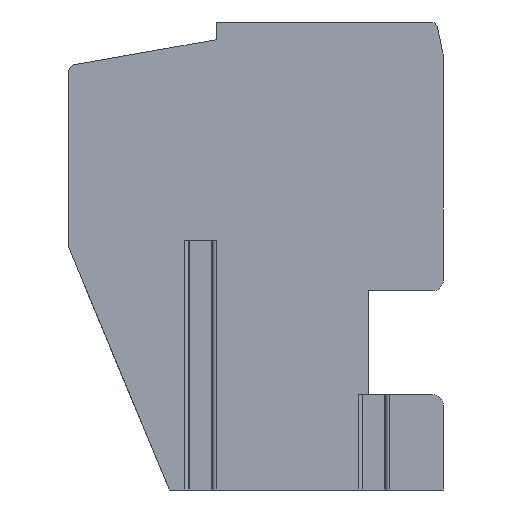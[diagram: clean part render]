
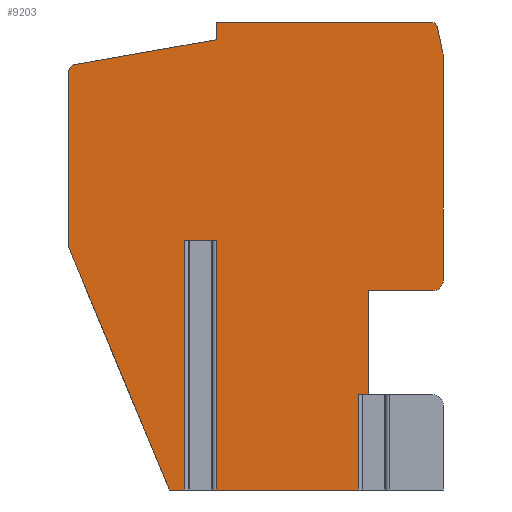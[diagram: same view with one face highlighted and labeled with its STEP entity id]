
A CAD part, left-side view. The second image highlights one B-rep face of the part: STEP entity #9203.
In plain terms, the highlighted planar face has unit normal (-1, 0, 0).
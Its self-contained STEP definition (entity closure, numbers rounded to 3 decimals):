
#18=DIRECTION('',(0.,0.,-1.));
#19=VECTOR('',#18,2.75);
#20=CARTESIAN_POINT('',(0.,-2.949,
-4.));
#21=LINE('',#20,#19);
#22=DIRECTION('',(0.,0.,-1.));
#23=VECTOR('',#22,7.2);
#24=CARTESIAN_POINT('',(0.,1.149,0.45));
#25=LINE('',#24,#23);
#26=DIRECTION('',(0.,1.,0.));
#27=VECTOR('',#26,0.901);
#28=CARTESIAN_POINT('',(0.,1.149,0.45));
#29=LINE('',#28,#27);
#30=DIRECTION('',(0.,0.,-1.));
#31=VECTOR('',#30,7.2);
#32=CARTESIAN_POINT('',(0.,2.05,0.45));
#33=LINE('',#32,#31);
#34=DIRECTION('',(0.,-0.383,-0.924));
#35=VECTOR('',#34,7.577);
#36=CARTESIAN_POINT('',(0.,5.4,0.25));
#37=LINE('',#36,#35);
#38=DIRECTION('',(0.,0.,1.));
#39=VECTOR('',#38,5.072);
#40=CARTESIAN_POINT('',(0.,5.4,0.25));
#41=LINE('',#40,#39);
#42=CARTESIAN_POINT('',(0.,5.2,5.322));
#43=DIRECTION('',(1.,0.,0.));
#44=DIRECTION('',(0.,1.,0.));
#45=AXIS2_PLACEMENT_3D('',#42,#43,#44);
#47=DIRECTION('',(0.,-0.985,0.174));
#48=VECTOR('',#47,4.148);
#49=CARTESIAN_POINT('',(0.,5.235,5.519));
#50=LINE('',#49,#48);
#51=DIRECTION('',(0.,0.,1.));
#52=VECTOR('',#51,0.511);
#53=CARTESIAN_POINT('',(0.,1.15,6.239));
#54=LINE('',#53,#52);
#55=DIRECTION('',(0.,-1.,0.));
#56=VECTOR('',#55,6.188);
#57=CARTESIAN_POINT('',(0.,1.15,6.75));
#58=LINE('',#57,#56);
#59=CARTESIAN_POINT('',(0.,-5.038,6.55));
#60=DIRECTION('',(1.,0.,0.));
#61=DIRECTION('',(0.,0.,1.));
#62=AXIS2_PLACEMENT_3D('',#59,#60,#61);
#64=DIRECTION('',(0.,-0.208,-0.978));
#65=VECTOR('',#64,0.747);
#66=CARTESIAN_POINT('',(0.,-5.234,6.592));
#67=LINE('',#66,#65);
#68=CARTESIAN_POINT('',(0.,-4.9,5.757));
#69=DIRECTION('',(1.,0.,0.));
#70=DIRECTION('',(0.,-0.978,0.208));
#71=AXIS2_PLACEMENT_3D('',#68,#69,#70);
#73=DIRECTION('',(0.,0.,-1.));
#74=VECTOR('',#73,6.457);
#75=CARTESIAN_POINT('',(0.,-5.4,5.757));
#76=LINE('',#75,#74);
#77=CARTESIAN_POINT('',(0.,-5.1,-0.7));
#78=DIRECTION('',(1.,0.,0.));
#79=DIRECTION('',(0.,-1.,0.));
#80=AXIS2_PLACEMENT_3D('',#77,#78,#79);
#82=DIRECTION('',(0.,1.,0.));
#83=VECTOR('',#82,1.85);
#84=CARTESIAN_POINT('',(0.,-5.1,-1.));
#85=LINE('',#84,#83);
#86=DIRECTION('',(0.,0.,-1.));
#87=VECTOR('',#86,3.);
#88=CARTESIAN_POINT('',(0.,-3.25,-1.));
#89=LINE('',#88,#87);
#90=DIRECTION('',(0.,-1.,0.));
#91=VECTOR('',#90,0.301);
#92=CARTESIAN_POINT('',(0.,-2.949,
-4.));
#93=LINE('',#92,#91);
#289=DIRECTION('',(0.,-1.,0.));
#290=VECTOR('',#289,0.45);
#291=CARTESIAN_POINT('',(0.,2.5,-6.75));
#292=LINE('',#291,#290);
#325=DIRECTION('',(0.,-1.,0.));
#326=VECTOR('',#325,4.099);
#327=CARTESIAN_POINT('',(0.,1.149,
-6.75));
#328=LINE('',#327,#326);
#7075=CARTESIAN_POINT('',(0.,5.4,5.322));
#7076=CARTESIAN_POINT('',(0.,5.235,5.519));
#7077=VERTEX_POINT('',#7075);
#7078=VERTEX_POINT('',#7076);
#7079=CARTESIAN_POINT('',(0.,1.15,6.239));
#7080=VERTEX_POINT('',#7079);
#7081=CARTESIAN_POINT('',(0.,1.15,6.75));
#7082=VERTEX_POINT('',#7081);
#7083=CARTESIAN_POINT('',(0.,-5.038,6.75));
#7084=VERTEX_POINT('',#7083);
#7085=CARTESIAN_POINT('',(0.,-5.234,6.592));
#7086=VERTEX_POINT('',#7085);
#7087=CARTESIAN_POINT('',(0.,-5.389,5.86));
#7088=VERTEX_POINT('',#7087);
#7089=CARTESIAN_POINT('',(0.,-5.4,5.757));
#7090=VERTEX_POINT('',#7089);
#7091=CARTESIAN_POINT('',(0.,-5.4,-0.7));
#7092=VERTEX_POINT('',#7091);
#7093=CARTESIAN_POINT('',(0.,-5.1,-1.));
#7094=VERTEX_POINT('',#7093);
#7095=CARTESIAN_POINT('',(0.,-3.25,-1.));
#7096=VERTEX_POINT('',#7095);
#8237=CARTESIAN_POINT('',(0.,5.4,0.25));
#8238=VERTEX_POINT('',#8237);
#8269=CARTESIAN_POINT('',(0.,1.149,
0.45));
#8270=CARTESIAN_POINT('',(0.,2.05,
0.45));
#8271=VERTEX_POINT('',#8269);
#8272=VERTEX_POINT('',#8270);
#8273=CARTESIAN_POINT('',(0.,1.149,
-6.75));
#8274=VERTEX_POINT('',#8273);
#8275=CARTESIAN_POINT('',(0.,2.05,
-6.75));
#8276=VERTEX_POINT('',#8275);
#8289=CARTESIAN_POINT('',(0.,2.5,-6.75));
#8290=VERTEX_POINT('',#8289);
#8301=CARTESIAN_POINT('',(0.,-2.949,
-4.));
#8302=CARTESIAN_POINT('',(0.,-2.949,
-6.75));
#8303=VERTEX_POINT('',#8301);
#8304=VERTEX_POINT('',#8302);
#8305=CARTESIAN_POINT('',(0.,-3.25,-4.));
#8306=VERTEX_POINT('',#8305);
#9156=CARTESIAN_POINT('',(0.,0.,0.));
#9157=DIRECTION('',(1.,0.,0.));
#9158=DIRECTION('',(0.,0.,-1.));
#9159=AXIS2_PLACEMENT_3D('',#9156,#9157,#9158);
#9160=PLANE('',#9159);
#9162=ORIENTED_EDGE('',*,*,#9161,.T.);
#9164=ORIENTED_EDGE('',*,*,#9163,.F.);
#9166=ORIENTED_EDGE('',*,*,#9165,.F.);
#9168=ORIENTED_EDGE('',*,*,#9167,.T.);
#9170=ORIENTED_EDGE('',*,*,#9169,.T.);
#9172=ORIENTED_EDGE('',*,*,#9171,.F.);
#9174=ORIENTED_EDGE('',*,*,#9173,.F.);
#9176=ORIENTED_EDGE('',*,*,#9175,.T.);
#9178=ORIENTED_EDGE('',*,*,#9177,.T.);
#9180=ORIENTED_EDGE('',*,*,#9179,.T.);
#9182=ORIENTED_EDGE('',*,*,#9181,.T.);
#9184=ORIENTED_EDGE('',*,*,#9183,.T.);
#9186=ORIENTED_EDGE('',*,*,#9185,.T.);
#9188=ORIENTED_EDGE('',*,*,#9187,.T.);
#9190=ORIENTED_EDGE('',*,*,#9189,.T.);
#9192=ORIENTED_EDGE('',*,*,#9191,.T.);
#9194=ORIENTED_EDGE('',*,*,#9193,.T.);
#9196=ORIENTED_EDGE('',*,*,#9195,.T.);
#9198=ORIENTED_EDGE('',*,*,#9197,.T.);
#9200=ORIENTED_EDGE('',*,*,#9199,.F.);
#9201=EDGE_LOOP('',(#9162,#9164,#9166,#9168,#9170,#9172,#9174,#9176,#9178,#9180,
#9182,#9184,#9186,#9188,#9190,#9192,#9194,#9196,#9198,#9200));
#9202=FACE_OUTER_BOUND('',#9201,.F.);
#9203=ADVANCED_FACE('',(#9202),#9160,.F.);
#46=CIRCLE('',#45,0.2);
#63=CIRCLE('',#62,0.2);
#72=CIRCLE('',#71,0.5);
#81=CIRCLE('',#80,0.3);
#9161=EDGE_CURVE('',#8303,#8304,#21,.T.);
#9163=EDGE_CURVE('',#8274,#8304,#328,.T.);
#9165=EDGE_CURVE('',#8271,#8274,#25,.T.);
#9167=EDGE_CURVE('',#8271,#8272,#29,.T.);
#9169=EDGE_CURVE('',#8272,#8276,#33,.T.);
#9171=EDGE_CURVE('',#8290,#8276,#292,.T.);
#9173=EDGE_CURVE('',#8238,#8290,#37,.T.);
#9175=EDGE_CURVE('',#8238,#7077,#41,.T.);
#9177=EDGE_CURVE('',#7077,#7078,#46,.T.);
#9179=EDGE_CURVE('',#7078,#7080,#50,.T.);
#9181=EDGE_CURVE('',#7080,#7082,#54,.T.);
#9183=EDGE_CURVE('',#7082,#7084,#58,.T.);
#9185=EDGE_CURVE('',#7084,#7086,#63,.T.);
#9187=EDGE_CURVE('',#7086,#7088,#67,.T.);
#9189=EDGE_CURVE('',#7088,#7090,#72,.T.);
#9191=EDGE_CURVE('',#7090,#7092,#76,.T.);
#9193=EDGE_CURVE('',#7092,#7094,#81,.T.);
#9195=EDGE_CURVE('',#7094,#7096,#85,.T.);
#9197=EDGE_CURVE('',#7096,#8306,#89,.T.);
#9199=EDGE_CURVE('',#8303,#8306,#93,.T.);
